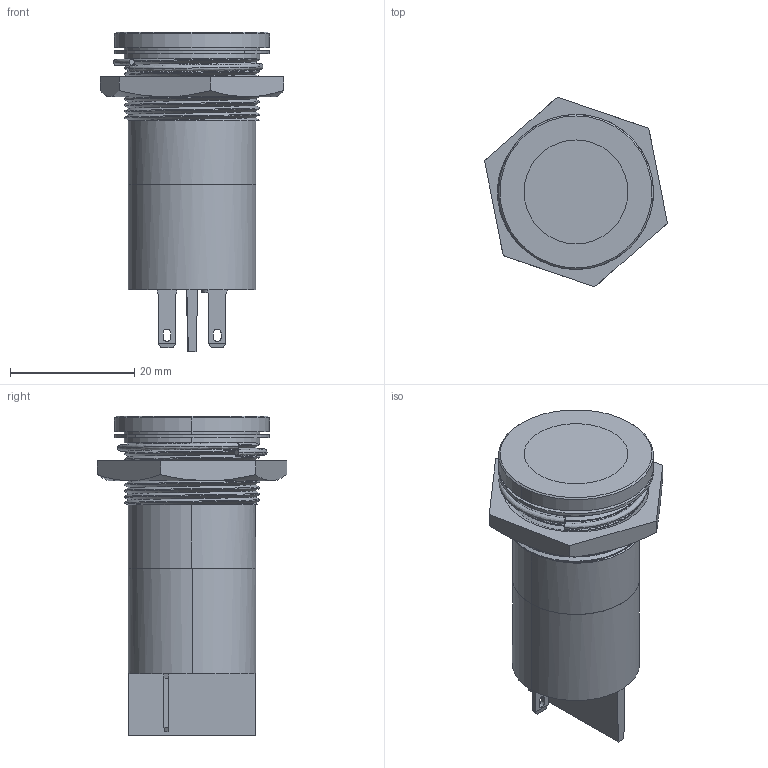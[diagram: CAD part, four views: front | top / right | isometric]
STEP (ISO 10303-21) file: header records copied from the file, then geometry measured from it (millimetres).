
FILE_DESCRIPTION(('STEP AP214'),'1');
FILE_NAME('71168.stp','2017-07-17T10:05:59',('TraceParts'),('TraceParts S.A.'),'Spatial InterOp 3D',' ',' ');
FILE_SCHEMA(('automotive_design'));
Length unit declared in the file: millimetre
Products named in the file (8): 71168_1; 71168_2; 71168_3; 71168_4; 71168_5; 71168_6; 71168_7; 71168_8
Bounding box: 29.51 x 30.59 x 51.5 mm (x, y, z)
Volume: 11204.7 mm3; surface area: 11438.5 mm2
Topology: 8 solids, 8 shells, 334 faces, 897 edges, 591 vertices
Faces by surface type: plane 189, cylinder 110, cone 22, bspline 7, torus 6
Entity records: 17265 total; most frequent: CARTESIAN_POINT 8637, ORIENTED_EDGE 1794, DIRECTION 1770, EDGE_CURVE 897, AXIS2_PLACEMENT_3D 605, VERTEX_POINT 591, LINE 560, VECTOR 560
